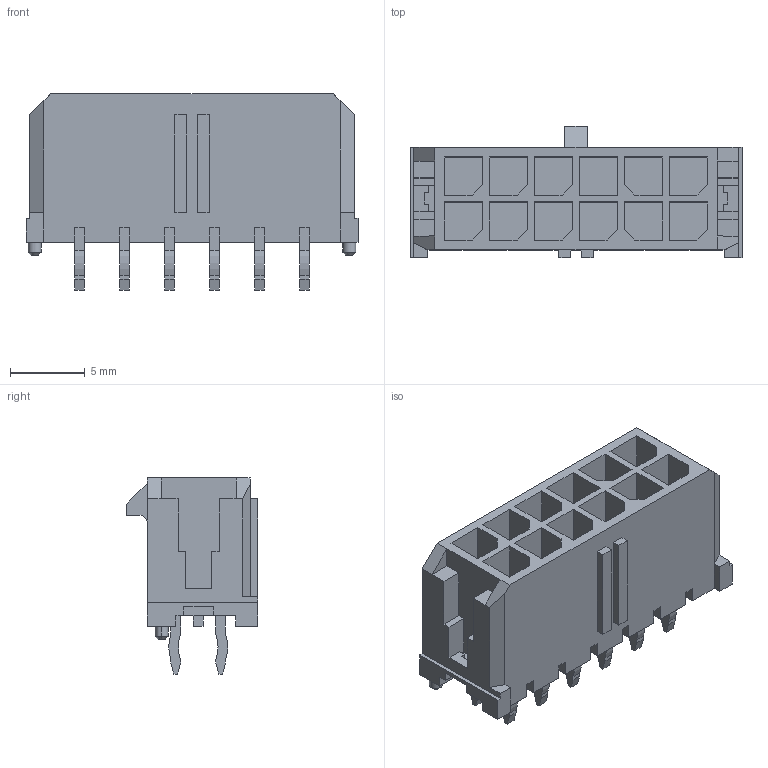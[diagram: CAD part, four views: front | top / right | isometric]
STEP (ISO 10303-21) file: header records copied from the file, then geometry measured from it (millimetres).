
FILE_DESCRIPTION((''),'2;1');
FILE_NAME('430451212','2012-06-27T',('gga'),(''),'PRO/ENGINEER BY PARAMETRIC TECHNOLOGY CORPORATION, 2011490','PRO/ENGINEER BY PARAMETRIC TECHNOLOGY CORPORATION, 2011490','');
FILE_SCHEMA(('CONFIG_CONTROL_DESIGN'));
Length unit declared in the file: millimetre
Products named in the file (1): 430451212
Bounding box: 22.15 x 8.77 x 13.09 mm (x, y, z)
Volume: 866.8 mm3; surface area: 1887.8 mm2
Topology: 1 solids, 1 shells, 435 faces, 1201 edges, 789 vertices
Faces by surface type: plane 402, cylinder 29, cone 4
Entity records: 13530 total; most frequent: CARTESIAN_POINT 2383, ORIENTED_EDGE 2324, DIRECTION 2163, EDGE_CURVE 1162, VECTOR 1111, LINE 1111, VERTEX_POINT 746, AXIS2_PLACEMENT_3D 526
